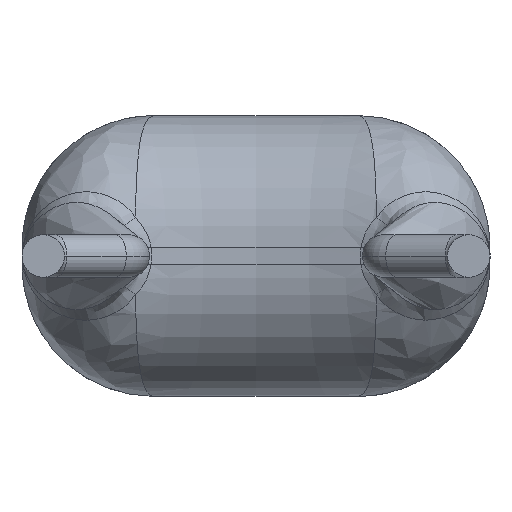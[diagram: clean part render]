
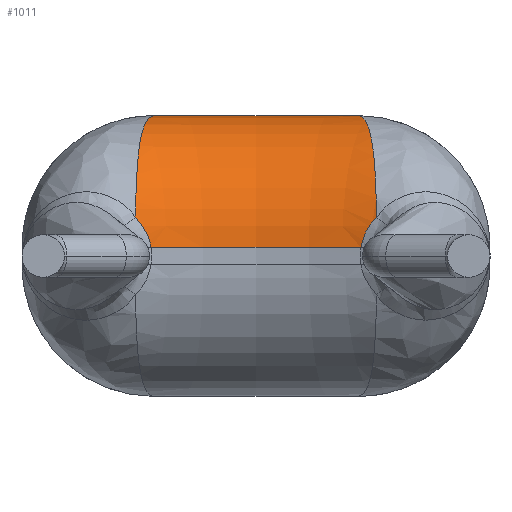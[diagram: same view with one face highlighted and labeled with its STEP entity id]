
A CAD part, front view. The second image highlights one B-rep face of the part: STEP entity #1011.
In plain terms, the highlighted toroidal (fillet/blend) face has major radius 5.831 mm and minor radius 1.55 mm.
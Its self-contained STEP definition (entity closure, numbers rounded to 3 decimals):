
#121 = CARTESIAN_POINT ( 'NONE',  ( 1.322, 1.811, 0.358 ) ) ;
#126 = B_SPLINE_CURVE_WITH_KNOTS ( 'NONE', 3,
 ( #2062, #1668, #1873, #1931 ),
 .UNSPECIFIED., .F., .F.,
 ( 4, 4 ),
 ( 0., 0. ),
 .UNSPECIFIED. ) ;
#187 = CARTESIAN_POINT ( 'NONE',  ( -1.414, 1.848, 0.633 ) ) ;
#214 = CARTESIAN_POINT ( 'NONE',  ( -1.234, 1.818, 0.1 ) ) ;
#285 = DIRECTION ( 'NONE',  ( -1., 0., 0. ) ) ;
#297 = AXIS2_PLACEMENT_3D ( 'NONE', #2560, #2197, #285 ) ;
#324 = CARTESIAN_POINT ( 'NONE',  ( 1.416, 1.803, 0.457 ) ) ;
#350 = EDGE_CURVE ( 'NONE', #1045, #1019, #1628, .T. ) ;
#427 = EDGE_CURVE ( 'NONE', #477, #1019, #1679, .T. ) ;
#443 = CARTESIAN_POINT ( 'NONE',  ( 1.2, 3.425, 1.65 ) ) ;
#452 = CARTESIAN_POINT ( 'NONE',  ( 1.414, 1.848, 0.633 ) ) ;
#477 = VERTEX_POINT ( 'NONE', #1502 ) ;
#523 = CARTESIAN_POINT ( 'NONE',  ( 1.253, 1.813, 0.236 ) ) ;
#616 = CARTESIAN_POINT ( 'NONE',  ( -1.2, 3.425, 1.65 ) ) ;
#653 = ORIENTED_EDGE ( 'NONE', *, *, #970, .T. ) ;
#667 = CARTESIAN_POINT ( 'NONE',  ( 1.331, 2.708, 1.54 ) ) ;
#739 = B_SPLINE_CURVE_WITH_KNOTS ( 'NONE', 3,
 ( #2190, #523, #121, #324 ),
 .UNSPECIFIED., .F., .F.,
 ( 4, 4 ),
 ( 0., 0. ),
 .UNSPECIFIED. ) ;
#830 = EDGE_LOOP ( 'NONE', ( #1150, #1528, #2201, #653, #1688, #1478 ) ) ;
#834 = CARTESIAN_POINT ( 'NONE',  ( -1.416, 1.803, 0.457 ) ) ;
#856 = CARTESIAN_POINT ( 'NONE',  ( 1.41, 1.926, 0.8 ) ) ;
#894 = DIRECTION ( 'NONE',  ( 0., 0., -1. ) ) ;
#970 = EDGE_CURVE ( 'NONE', #2433, #477, #739, .T. ) ;
#1011 = ADVANCED_FACE ( 'NONE', ( #2045 ), #2167, .T. ) ;
#1013 = CARTESIAN_POINT ( 'NONE',  ( -1.331, 2.708, 1.54 ) ) ;
#1019 = VERTEX_POINT ( 'NONE', #1246 ) ;
#1027 = EDGE_CURVE ( 'NONE', #1045, #1719, #1385, .T. ) ;
#1045 = VERTEX_POINT ( 'NONE', #616 ) ;
#1060 = DIRECTION ( 'NONE',  ( -1., 0., 0. ) ) ;
#1088 = VERTEX_POINT ( 'NONE', #214 ) ;
#1089 = CARTESIAN_POINT ( 'NONE',  ( 1.416, 1.803, 0.457 ) ) ;
#1150 = ORIENTED_EDGE ( 'NONE', *, *, #1027, .T. ) ;
#1246 = CARTESIAN_POINT ( 'NONE',  ( 1.2, 3.425, 1.65 ) ) ;
#1385 = B_SPLINE_CURVE_WITH_KNOTS ( 'NONE', 3,
 ( #2248, #1836, #1013, #1455, #2457, #1430, #187, #834 ),
 .UNSPECIFIED., .F., .F.,
 ( 4, 2, 2, 4 ),
 ( 0., 0.001, 0.002, 0.002 ),
 .UNSPECIFIED. ) ;
#1430 = CARTESIAN_POINT ( 'NONE',  ( -1.41, 1.926, 0.8 ) ) ;
#1441 = CARTESIAN_POINT ( 'NONE',  ( 0., -2.281, 0.1 ) ) ;
#1455 = CARTESIAN_POINT ( 'NONE',  ( -1.382, 2.264, 1.224 ) ) ;
#1470 = CARTESIAN_POINT ( 'NONE',  ( 1.234, 1.818, 0.1 ) ) ;
#1478 = ORIENTED_EDGE ( 'NONE', *, *, #350, .F. ) ;
#1502 = CARTESIAN_POINT ( 'NONE',  ( 1.416, 1.803, 0.457 ) ) ;
#1519 = EDGE_CURVE ( 'NONE', #1719, #1088, #126, .T. ) ;
#1528 = ORIENTED_EDGE ( 'NONE', *, *, #1519, .T. ) ;
#1619 = AXIS2_PLACEMENT_3D ( 'NONE', #1441, #2058, #2670 ) ;
#1628 = CIRCLE ( 'NONE', #2408, 5.831 ) ;
#1668 = CARTESIAN_POINT ( 'NONE',  ( -1.322, 1.811, 0.358 ) ) ;
#1679 = B_SPLINE_CURVE_WITH_KNOTS ( 'NONE', 3,
 ( #1089, #452, #856, #1901, #2536, #667, #2104, #443 ),
 .UNSPECIFIED., .F., .F.,
 ( 4, 2, 2, 4 ),
 ( 0., 0.001, 0.001, 0.003 ),
 .UNSPECIFIED. ) ;
#1688 = ORIENTED_EDGE ( 'NONE', *, *, #427, .T. ) ;
#1719 = VERTEX_POINT ( 'NONE', #2364 ) ;
#1800 = CIRCLE ( 'NONE', #297, 4.281 ) ;
#1836 = CARTESIAN_POINT ( 'NONE',  ( -1.274, 3.068, 1.65 ) ) ;
#1873 = CARTESIAN_POINT ( 'NONE',  ( -1.253, 1.813, 0.236 ) ) ;
#1901 = CARTESIAN_POINT ( 'NONE',  ( 1.393, 2.136, 1.098 ) ) ;
#1931 = CARTESIAN_POINT ( 'NONE',  ( -1.234, 1.818, 0.1 ) ) ;
#2045 = FACE_OUTER_BOUND ( 'NONE', #830, .T. ) ;
#2058 = DIRECTION ( 'NONE',  ( 0., 0., -1. ) ) ;
#2062 = CARTESIAN_POINT ( 'NONE',  ( -1.416, 1.803, 0.457 ) ) ;
#2076 = EDGE_CURVE ( 'NONE', #2433, #1088, #1800, .T. ) ;
#2086 = CARTESIAN_POINT ( 'NONE',  ( 0., -2.281, 1.65 ) ) ;
#2104 = CARTESIAN_POINT ( 'NONE',  ( 1.274, 3.068, 1.65 ) ) ;
#2167 = TOROIDAL_SURFACE ( 'NONE', #1619, 5.831, 1.55 ) ;
#2190 = CARTESIAN_POINT ( 'NONE',  ( 1.234, 1.818, 0.1 ) ) ;
#2197 = DIRECTION ( 'NONE',  ( 0., 0., 1. ) ) ;
#2201 = ORIENTED_EDGE ( 'NONE', *, *, #2076, .F. ) ;
#2248 = CARTESIAN_POINT ( 'NONE',  ( -1.2, 3.425, 1.65 ) ) ;
#2364 = CARTESIAN_POINT ( 'NONE',  ( -1.416, 1.803, 0.457 ) ) ;
#2408 = AXIS2_PLACEMENT_3D ( 'NONE', #2086, #894, #1060 ) ;
#2433 = VERTEX_POINT ( 'NONE', #1470 ) ;
#2457 = CARTESIAN_POINT ( 'NONE',  ( -1.393, 2.136, 1.098 ) ) ;
#2536 = CARTESIAN_POINT ( 'NONE',  ( 1.382, 2.264, 1.224 ) ) ;
#2560 = CARTESIAN_POINT ( 'NONE',  ( 0., -2.281, 0.1 ) ) ;
#2670 = DIRECTION ( 'NONE',  ( -1., 0., 0. ) ) ;
